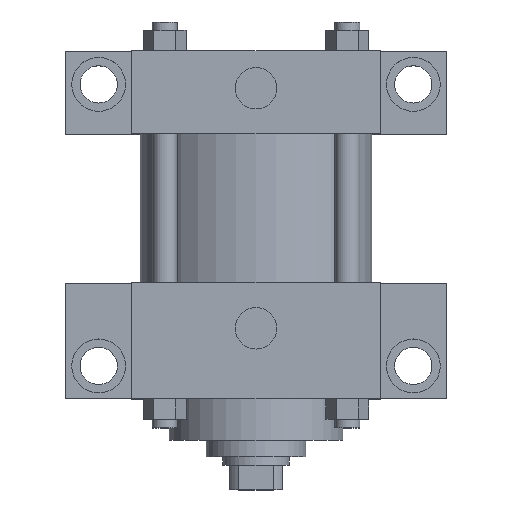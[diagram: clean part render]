
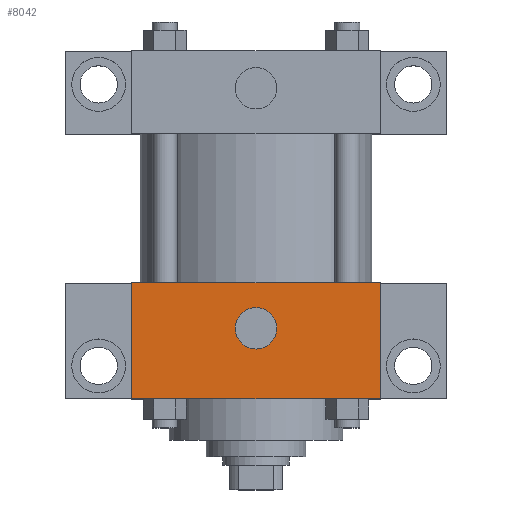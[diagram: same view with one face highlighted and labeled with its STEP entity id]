
A CAD part, top view. The second image highlights one B-rep face of the part: STEP entity #8042.
In plain terms, the highlighted face is planar.
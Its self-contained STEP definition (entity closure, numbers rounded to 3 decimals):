
#2177=EDGE_CURVE('',#2183,#2183,#2178,.T.);
#2178=CIRCLE('',#2179,7.963);
#2179=AXIS2_PLACEMENT_3D('',#2180,#2181,#2182);
#2180=CARTESIAN_POINT('',(0.,61.913,47.625));
#2181=DIRECTION('',(0.,0.,-1.));
#2182=DIRECTION('',(0.,-1.,0.));
#2183=VERTEX_POINT('',#2184);
#2184=CARTESIAN_POINT('',(0.,53.949,47.625));
#2589=VERTEX_POINT('',#2590);
#2590=CARTESIAN_POINT('',(-47.625,34.925,47.625));
#2591=EDGE_CURVE('',#2596,#2589,#2592,.T.);
#2592=LINE('',#2593,#2594);
#2593=CARTESIAN_POINT('',(-47.625,79.375,47.625));
#2594=VECTOR('',#2595,1.);
#2595=DIRECTION('',(0.,-1.,0.));
#2596=VERTEX_POINT('',#2597);
#2597=CARTESIAN_POINT('',(-47.625,79.375,47.625));
#2611=FACE_OUTER_BOUND('',#2613,.T.);
#2612=FACE_BOUND('',#2614,.T.);
#2613=EDGE_LOOP('',(#2615));
#2614=EDGE_LOOP('',(#2616,#2617,#2618,#2619));
#2615=ORIENTED_EDGE('',*,*,#2177,.T.);
#2616=ORIENTED_EDGE('',*,*,#2620,.F.);
#2617=ORIENTED_EDGE('',*,*,#2627,.F.);
#2618=ORIENTED_EDGE('',*,*,#2634,.T.);
#2619=ORIENTED_EDGE('',*,*,#2591,.T.);
#2620=EDGE_CURVE('',#2625,#2589,#2621,.T.);
#2621=LINE('',#2622,#2623);
#2622=CARTESIAN_POINT('',(47.625,34.925,47.625));
#2623=VECTOR('',#2624,1.);
#2624=DIRECTION('',(-1.,0.,0.));
#2625=VERTEX_POINT('',#2626);
#2626=CARTESIAN_POINT('',(47.625,34.925,47.625));
#2627=EDGE_CURVE('',#2632,#2625,#2628,.T.);
#2628=LINE('',#2629,#2630);
#2629=CARTESIAN_POINT('',(47.625,79.375,47.625));
#2630=VECTOR('',#2631,1.);
#2631=DIRECTION('',(0.,-1.,0.));
#2632=VERTEX_POINT('',#2633);
#2633=CARTESIAN_POINT('',(47.625,79.375,47.625));
#2634=EDGE_CURVE('',#2632,#2596,#2635,.T.);
#2635=LINE('',#2636,#2637);
#2636=CARTESIAN_POINT('',(47.625,79.375,47.625));
#2637=VECTOR('',#2638,1.);
#2638=DIRECTION('',(-1.,0.,0.));
#2639=PLANE('',#2640);
#2640=AXIS2_PLACEMENT_3D('',#2641,#2642,#2643);
#2641=CARTESIAN_POINT('',(47.625,79.375,47.625));
#2642=DIRECTION('',(0.,0.,1.));
#2643=DIRECTION('',(1.,0.,0.));
#8042=ADVANCED_FACE('',(#2611,#2612),#2639,.T.);
